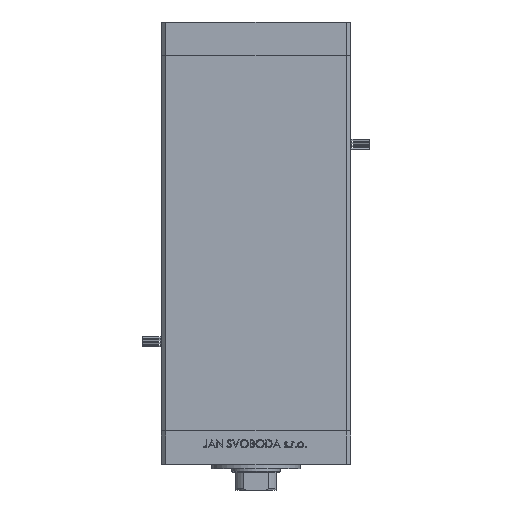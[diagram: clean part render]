
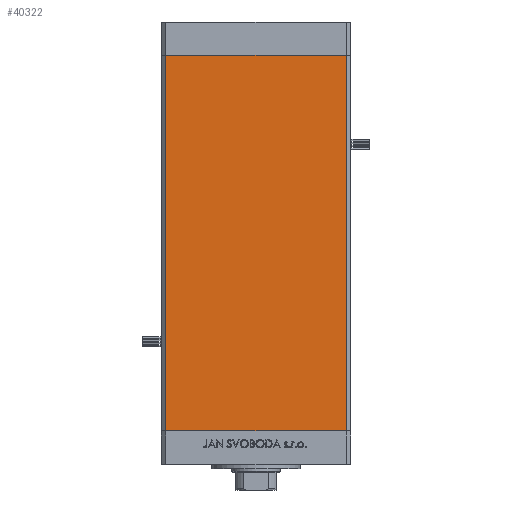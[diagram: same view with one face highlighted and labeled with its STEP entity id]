
A CAD part, front view. The second image highlights one B-rep face of the part: STEP entity #40322.
In plain terms, the highlighted planar face has unit normal (0, -1, 0).
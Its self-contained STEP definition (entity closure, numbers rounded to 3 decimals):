
#324 = CARTESIAN_POINT ( 'NONE',  ( -40.5, -37.5, 168.5 ) ) ;
#1693 = DIRECTION ( 'NONE',  ( 0., 1., 0. ) ) ;
#2120 = VERTEX_POINT ( 'NONE', #15044 ) ;
#4416 = CARTESIAN_POINT ( 'NONE',  ( -40.5, -37.5, 0. ) ) ;
#5641 = FACE_OUTER_BOUND ( 'NONE', #14478, .T. ) ;
#5733 = LINE ( 'NONE', #18147, #35447 ) ;
#8203 = CARTESIAN_POINT ( 'NONE',  ( -40.5, -37.5, 168.5 ) ) ;
#9745 = EDGE_CURVE ( 'NONE', #39917, #2120, #44742, .T. ) ;
#9967 = ORIENTED_EDGE ( 'NONE', *, *, #43096, .T. ) ;
#10156 = EDGE_CURVE ( 'NONE', #2120, #48063, #30026, .T. ) ;
#10869 = ORIENTED_EDGE ( 'NONE', *, *, #9745, .F. ) ;
#11422 = EDGE_CURVE ( 'NONE', #16067, #48063, #5733, .T. ) ;
#12106 = AXIS2_PLACEMENT_3D ( 'NONE', #42136, #1693, #17800 ) ;
#12606 = CARTESIAN_POINT ( 'NONE',  ( -40.5, -37.5, 168.5 ) ) ;
#14478 = EDGE_LOOP ( 'NONE', ( #23636, #33643, #10869, #9967 ) ) ;
#15044 = CARTESIAN_POINT ( 'NONE',  ( 40.5, -37.5, 168.5 ) ) ;
#15590 = LINE ( 'NONE', #8203, #28314 ) ;
#16067 = VERTEX_POINT ( 'NONE', #4416 ) ;
#17329 = CARTESIAN_POINT ( 'NONE',  ( 40.5, -37.5, 168.5 ) ) ;
#17800 = DIRECTION ( 'NONE',  ( 0., 0., 1. ) ) ;
#18105 = DIRECTION ( 'NONE',  ( 0., 0., -1. ) ) ;
#18147 = CARTESIAN_POINT ( 'NONE',  ( -40.5, -37.5, 0. ) ) ;
#18507 = VECTOR ( 'NONE', #47914, 1000. ) ;
#21082 = CARTESIAN_POINT ( 'NONE',  ( 40.5, -37.5, 0. ) ) ;
#23636 = ORIENTED_EDGE ( 'NONE', *, *, #11422, .T. ) ;
#24069 = DIRECTION ( 'NONE',  ( 0., 0., -1. ) ) ;
#28314 = VECTOR ( 'NONE', #24069, 1000. ) ;
#30026 = LINE ( 'NONE', #17329, #42972 ) ;
#33643 = ORIENTED_EDGE ( 'NONE', *, *, #10156, .F. ) ;
#35447 = VECTOR ( 'NONE', #42736, 1000. ) ;
#37914 = PLANE ( 'NONE',  #12106 ) ;
#39917 = VERTEX_POINT ( 'NONE', #12606 ) ;
#40322 = ADVANCED_FACE ( 'NONE', ( #5641 ), #37914, .F. ) ;
#42136 = CARTESIAN_POINT ( 'NONE',  ( -40.5, -37.5, 168.5 ) ) ;
#42736 = DIRECTION ( 'NONE',  ( 1., 0., 0. ) ) ;
#42972 = VECTOR ( 'NONE', #18105, 1000. ) ;
#43096 = EDGE_CURVE ( 'NONE', #39917, #16067, #15590, .T. ) ;
#44742 = LINE ( 'NONE', #324, #18507 ) ;
#47914 = DIRECTION ( 'NONE',  ( 1., 0., 0. ) ) ;
#48063 = VERTEX_POINT ( 'NONE', #21082 ) ;
